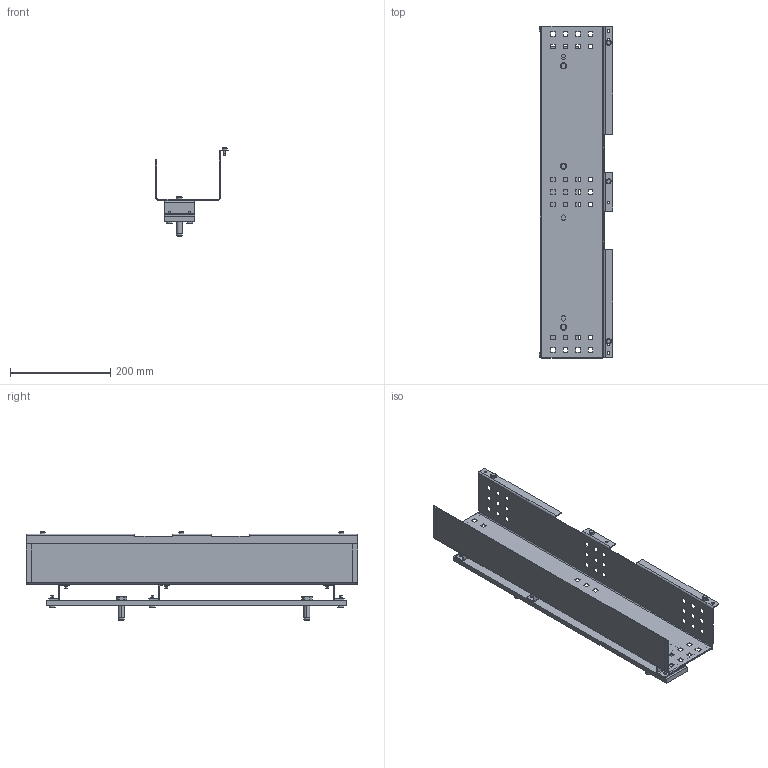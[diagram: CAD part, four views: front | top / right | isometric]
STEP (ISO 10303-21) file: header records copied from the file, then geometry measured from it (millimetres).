
FILE_DESCRIPTION(('STEP AP214'),'1');
FILE_NAME('cctmp_403AD5F8-0308-4066-86C5-9EAC318432D5_2024_05_06_11_54_46_0274..stp','2024-05-06T09:54:46',('SIEMENS A&D'),('CADClick - www.CADClick.com'),'Spatial InterOp 3D',' ','unknown authorization');
FILE_SCHEMA(('AUTOMOTIVE_DESIGN'));
Length unit declared in the file: millimetre
Products named in the file (20): cc_unnamed; 2024_05_06_11_54_46_0258; 2024_05_06_11_54_46_0227; 2024_05_06_11_54_46_0196; 2024_05_06_11_54_46_0164; 2024_05_06_11_54_46_0133; 2024_05_06_11_54_46_0102; 2024_05_06_11_54_46_0071; 2024_05_06_11_54_46_0039; 2024_05_06_11_54_46_0008; 2024_05_06_11_54_45_0977; 2024_05_06_11_54_45_0946; 2024_05_06_11_54_45_0914; 2024_05_06_11_54_45_0852; 2024_05_06_11_54_45_0821; 2024_05_06_11_54_45_0789; 2024_05_06_11_54_45_0758; 2024_05_06_11_54_45_0727; 2024_05_06_11_54_45_0696; 2024_05_06_11_54_45_0664
Assembly tree (19 placements, depth 2):
  cc_unnamed
    2024_05_06_11_54_46_0258
    2024_05_06_11_54_46_0227
    2024_05_06_11_54_46_0196
    2024_05_06_11_54_46_0164
    2024_05_06_11_54_46_0133
    2024_05_06_11_54_46_0102
    2024_05_06_11_54_46_0071
    2024_05_06_11_54_46_0039
    2024_05_06_11_54_46_0008
    2024_05_06_11_54_45_0977
    2024_05_06_11_54_45_0946
    2024_05_06_11_54_45_0914
    2024_05_06_11_54_45_0852
    2024_05_06_11_54_45_0821
    2024_05_06_11_54_45_0789
    2024_05_06_11_54_45_0758
    2024_05_06_11_54_45_0727
    2024_05_06_11_54_45_0696
    2024_05_06_11_54_45_0664
Bounding box: 146.1 x 662 x 176.35 mm (x, y, z)
Volume: 717638.2 mm3; surface area: 542308.9 mm2
Topology: 19 solids, 19 shells, 626 faces, 1626 edges, 1052 vertices
Faces by surface type: plane 374, cylinder 176, cone 64, torus 12
Entity records: 24979 total; most frequent: CARTESIAN_POINT 3420, DIRECTION 3330, ORIENTED_EDGE 3252, EDGE_CURVE 1626, LINE 1166, VECTOR 1166, AXIS2_PLACEMENT_3D 1082, VERTEX_POINT 1052
